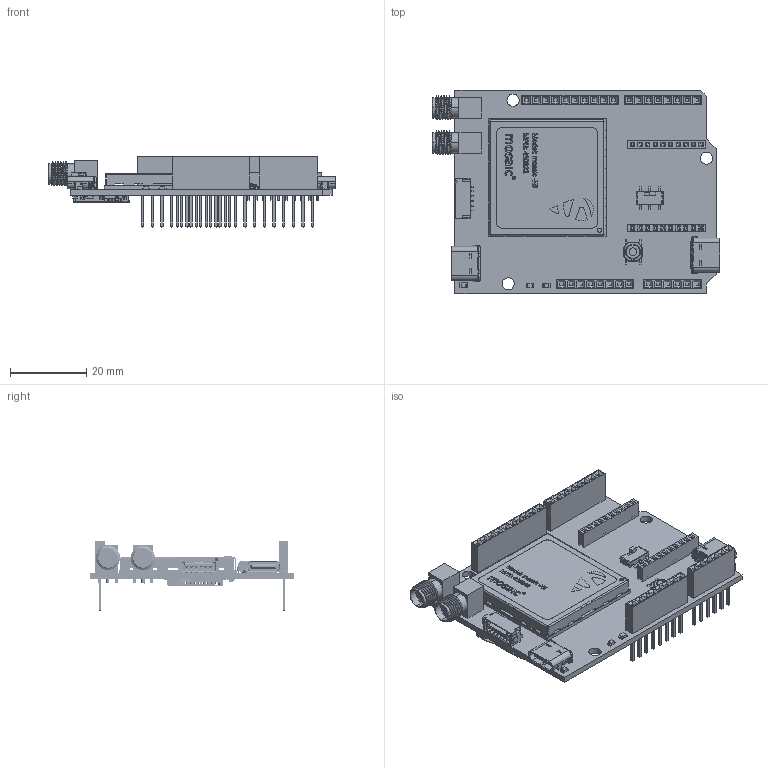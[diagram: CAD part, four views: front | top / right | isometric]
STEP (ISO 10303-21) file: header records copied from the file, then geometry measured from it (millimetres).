
FILE_DESCRIPTION (( 'STEP AP214' ), '1' );
FILE_NAME ('AS-RTK3B-MH-L1L2-NH-01.STEP', '2022-09-13T22:21:16', ( '' ), ( '' ), 'SwSTEP 2.0', 'SolidWorks 2020', '' );
FILE_SCHEMA (( 'AUTOMOTIVE_DESIGN' ));
Length unit declared in the file: millimetre
Products named in the file (19): SMD_SWITCH_TL3342F160QG--3DModel-STEP-520916.step; 8_port_header; MMS-110-01-SV_socket.stp; PCB-3B-V2; MMS-110-01-L-SV.stp; 10_port_header; USB4105-GF-A--3DModel-STEP-56544.STEP; 0805_LED_7012X1--3DModel-STEP-1.step; ST-TF-003A--3DModel-STEP-56544.step; SMA_right_angle_low_profile_2022; USB4105.STEP; AYZ0202AGRLC--3DModel-STEP-56544.step; Mosaic-410322--3DModel-STEP-1.step; SM06B-GHS-TB(LF)(SN)--3DModel-STEP-56544.step; 6_port_header; AS-RTK3B-MH-L1L2-NH-01; C-63-01-10-SV.stp
Assembly tree (26 placements, depth 3):
  AS-RTK3B-MH-L1L2-NH-01
    PCB-3B-V2
    Mosaic-410322--3DModel-STEP-1.step
    SMA_right_angle_low_profile_2022  x2
    6_port_header
    8_port_header  x2
    10_port_header
    0805_LED_7012X1--3DModel-STEP-1.step  x4
    AYZ0202AGRLC--3DModel-STEP-56544.step
    MMS-110-01-L-SV.stp
      C-63-01-10-SV.stp
      MMS-110-01-SV_socket.stp
    SM06B-GHS-TB(LF)(SN)--3DModel-STEP-56544.step
    SMD_SWITCH_TL3342F160QG--3DModel-STEP-520916.step
    ST-TF-003A--3DModel-STEP-56544.step
    USB4105-GF-A--3DModel-STEP-56544.STEP
      USB4105.STEP
    MMS-110-01-L-SV.stp
      C-63-01-10-SV.stp
      MMS-110-01-SV_socket.stp
    USB4105-GF-A--3DModel-STEP-56544.STEP
      USB4105.STEP
Bounding box: 75.55 x 53.34 x 18.51 mm (x, y, z)
Volume: 10454.4 mm3; surface area: 23110.5 mm2
Topology: 467 solids, 467 shells, 8577 faces, 20747 edges, 13389 vertices
Faces by surface type: plane 5741, cylinder 2040, bspline 670, cone 74, torus 52
Entity records: 241124 total; most frequent: CARTESIAN_POINT 72402, ORIENTED_EDGE 33052, DIRECTION 31163, EDGE_CURVE 16526, VECTOR 11497, LINE 11497, VERTEX_POINT 10666, AXIS2_PLACEMENT_3D 9833
